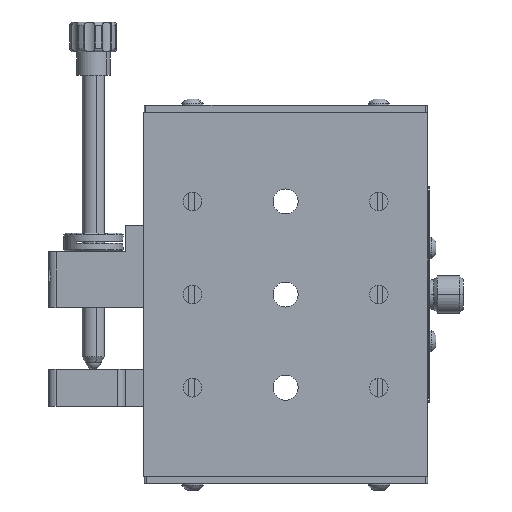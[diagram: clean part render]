
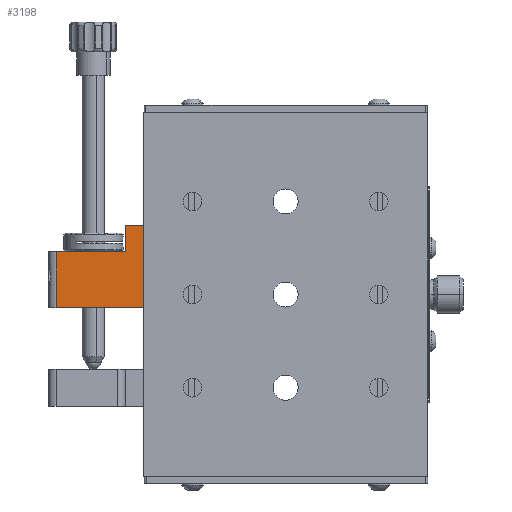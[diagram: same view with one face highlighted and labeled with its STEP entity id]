
A CAD part, front view. The second image highlights one B-rep face of the part: STEP entity #3198.
In plain terms, the highlighted planar face has unit normal (0, -1, 0).
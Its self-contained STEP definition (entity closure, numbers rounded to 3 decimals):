
#186 = CARTESIAN_POINT ( 'NONE',  ( -38.1, 0.2, -3.5 ) ) ;
#633 = VECTOR ( 'NONE', #9072, 1000. ) ;
#2190 = EDGE_CURVE ( 'NONE', #14746, #12992, #43532, .T. ) ;
#2612 = DIRECTION ( 'NONE',  ( 0., 0., -1. ) ) ;
#2787 = LINE ( 'NONE', #39220, #13582 ) ;
#3125 = EDGE_CURVE ( 'NONE', #12992, #48886, #29205, .T. ) ;
#3198 = ADVANCED_FACE ( 'NONE', ( #5554 ), #38579, .T. ) ;
#3235 = VERTEX_POINT ( 'NONE', #21690 ) ;
#4070 = VERTEX_POINT ( 'NONE', #186 ) ;
#5554 = FACE_OUTER_BOUND ( 'NONE', #10065, .T. ) ;
#6937 = CARTESIAN_POINT ( 'NONE',  ( -38.1, 0.2, 18.5 ) ) ;
#7884 = EDGE_CURVE ( 'NONE', #3235, #14746, #2787, .T. ) ;
#8228 = DIRECTION ( 'NONE',  ( -1., 0., 0. ) ) ;
#9066 = CARTESIAN_POINT ( 'NONE',  ( -61.6, 0.2, 11.5 ) ) ;
#9072 = DIRECTION ( 'NONE',  ( -1., 0., 0. ) ) ;
#10065 = EDGE_LOOP ( 'NONE', ( #26780, #30927, #31209, #55875, #50666, #10368 ) ) ;
#10368 = ORIENTED_EDGE ( 'NONE', *, *, #7884, .T. ) ;
#12620 = CARTESIAN_POINT ( 'NONE',  ( -61.6, 0.2, 18.5 ) ) ;
#12992 = VERTEX_POINT ( 'NONE', #9066 ) ;
#13582 = VECTOR ( 'NONE', #43556, 1000. ) ;
#13853 = EDGE_CURVE ( 'NONE', #18517, #3235, #30854, .T. ) ;
#14746 = VERTEX_POINT ( 'NONE', #35364 ) ;
#16011 = CARTESIAN_POINT ( 'NONE',  ( -38.1, 0.2, 18.5 ) ) ;
#17692 = VECTOR ( 'NONE', #46479, 1000. ) ;
#18517 = VERTEX_POINT ( 'NONE', #16011 ) ;
#21310 = DIRECTION ( 'NONE',  ( -1., 0., 0. ) ) ;
#21690 = CARTESIAN_POINT ( 'NONE',  ( -43.1, 0.2, 18.5 ) ) ;
#24729 = CARTESIAN_POINT ( 'NONE',  ( -61.6, 0.2, -3.5 ) ) ;
#25714 = EDGE_CURVE ( 'NONE', #4070, #48886, #49327, .T. ) ;
#25845 = DIRECTION ( 'NONE',  ( 0., 0., 1. ) ) ;
#26780 = ORIENTED_EDGE ( 'NONE', *, *, #2190, .T. ) ;
#29205 = LINE ( 'NONE', #55164, #17692 ) ;
#29625 = CARTESIAN_POINT ( 'NONE',  ( -61.6, 0.2, 18.5 ) ) ;
#30854 = LINE ( 'NONE', #29625, #51802 ) ;
#30927 = ORIENTED_EDGE ( 'NONE', *, *, #3125, .T. ) ;
#31209 = ORIENTED_EDGE ( 'NONE', *, *, #25714, .F. ) ;
#35364 = CARTESIAN_POINT ( 'NONE',  ( -43.1, 0.2, 11.5 ) ) ;
#35824 = AXIS2_PLACEMENT_3D ( 'NONE', #12620, #42894, #25845 ) ;
#38579 = PLANE ( 'NONE',  #35824 ) ;
#39220 = CARTESIAN_POINT ( 'NONE',  ( -43.1, 0.2, 18.5 ) ) ;
#40833 = VECTOR ( 'NONE', #21310, 1000. ) ;
#40895 = LINE ( 'NONE', #6937, #46952 ) ;
#42894 = DIRECTION ( 'NONE',  ( 0., -1., 0. ) ) ;
#42947 = CARTESIAN_POINT ( 'NONE',  ( -61.6, 0.2, -3.5 ) ) ;
#43532 = LINE ( 'NONE', #55907, #40833 ) ;
#43556 = DIRECTION ( 'NONE',  ( 0., 0., -1. ) ) ;
#46479 = DIRECTION ( 'NONE',  ( 0., 0., -1. ) ) ;
#46952 = VECTOR ( 'NONE', #2612, 1000. ) ;
#47625 = EDGE_CURVE ( 'NONE', #18517, #4070, #40895, .T. ) ;
#48886 = VERTEX_POINT ( 'NONE', #24729 ) ;
#49327 = LINE ( 'NONE', #42947, #633 ) ;
#50666 = ORIENTED_EDGE ( 'NONE', *, *, #13853, .T. ) ;
#51802 = VECTOR ( 'NONE', #8228, 1000. ) ;
#55164 = CARTESIAN_POINT ( 'NONE',  ( -61.6, 0.2, 18.5 ) ) ;
#55875 = ORIENTED_EDGE ( 'NONE', *, *, #47625, .F. ) ;
#55907 = CARTESIAN_POINT ( 'NONE',  ( -63.6, 0.2, 11.5 ) ) ;
